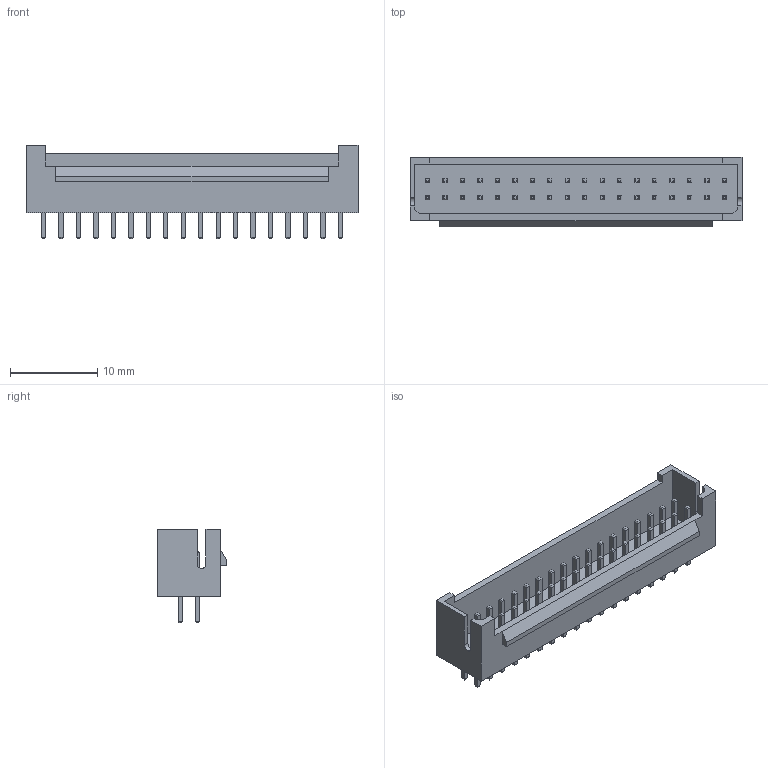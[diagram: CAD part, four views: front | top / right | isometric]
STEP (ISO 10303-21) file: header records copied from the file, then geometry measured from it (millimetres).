
FILE_DESCRIPTION (( 'STEP AP214' ), '1' );
FILE_NAME ('User Library-phb-2x18.STEP', '2021-01-23T07:41:32', ( '' ), ( '' ), 'SwSTEP 2.0', 'SolidWorks 2020', '' );
FILE_SCHEMA (( 'AUTOMOTIVE_DESIGN' ));
Length unit declared in the file: millimetre
Products named in the file (3): PHB-2X18; PIN_0_5X0_5; User Library-phb-2x18
Assembly tree (37 placements, depth 2):
  User Library-phb-2x18
    PHB-2X18
    PIN_0_5X0_5  x36
Bounding box: 38 x 8 x 10.7 mm (x, y, z)
Volume: 762.2 mm3; surface area: 2264 mm2
Topology: 37 solids, 37 shells, 681 faces, 1531 edges, 924 vertices
Faces by surface type: plane 679, cylinder 2
Entity records: 8764 total; most frequent: CARTESIAN_POINT 1146, ORIENTED_EDGE 1102, DIRECTION 1017, EDGE_CURVE 551, LINE 547, VECTOR 547, VERTEX_POINT 364, EDGE_LOOP 263
